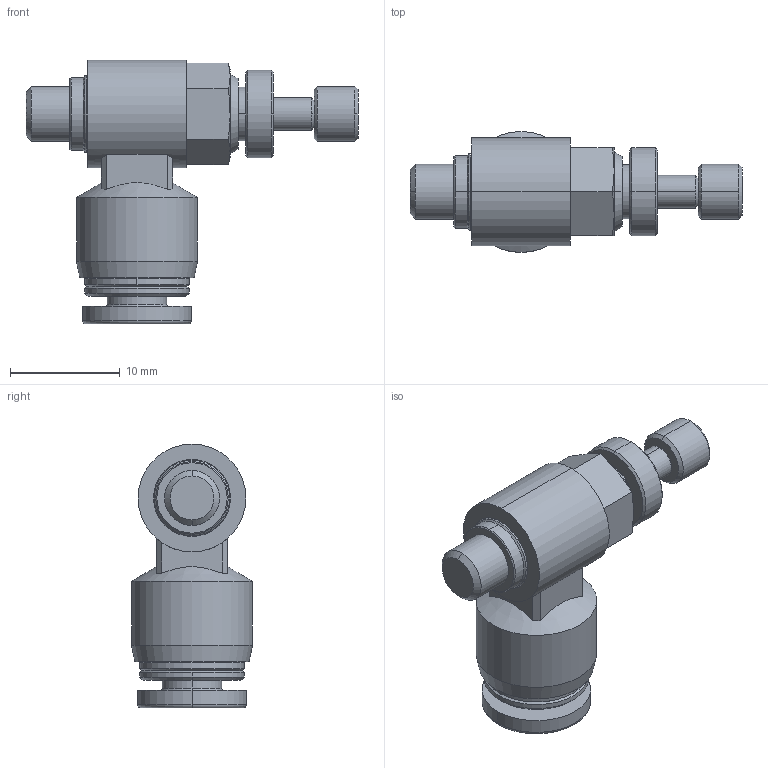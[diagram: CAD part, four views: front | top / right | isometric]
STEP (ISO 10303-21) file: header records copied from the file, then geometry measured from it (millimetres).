
FILE_DESCRIPTION(/* description */ (''),/* implementation_level */ '2;1');
FILE_NAME(/* name */ 'JSC4-M5.stp',/* time_stamp */ '2025-05-15T13:54:38-04:00',/* author */ ('esanner'),/* organization */ (''),/* preprocessor_version */ 'ST-DEVELOPER v19',/* originating_system */ 'AutoCAD Mechanical',/* authorisation */ '');
FILE_SCHEMA (('AUTOMOTIVE_DESIGN { 1 0 10303 214 3 1 1 }'));
Length unit declared in the file: millimetre
Products named in the file (1): Product
Bounding box: 30.21 x 11 x 24 mm (x, y, z)
Volume: 2225 mm3; surface area: 1706.9 mm2
Topology: 1 solids, 1 shells, 95 faces, 216 edges, 136 vertices
Faces by surface type: cone 32, plane 30, cylinder 27, torus 6
Full cylindrical faces by diameter (mm): 4 x1, 5 x1, 11 x1
Entity records: 2714 total; most frequent: DIRECTION 513, CARTESIAN_POINT 480, ORIENTED_EDGE 434, EDGE_CURVE 217, AXIS2_PLACEMENT_3D 215, VERTEX_POINT 137, CIRCLE 115, EDGE_LOOP 108
